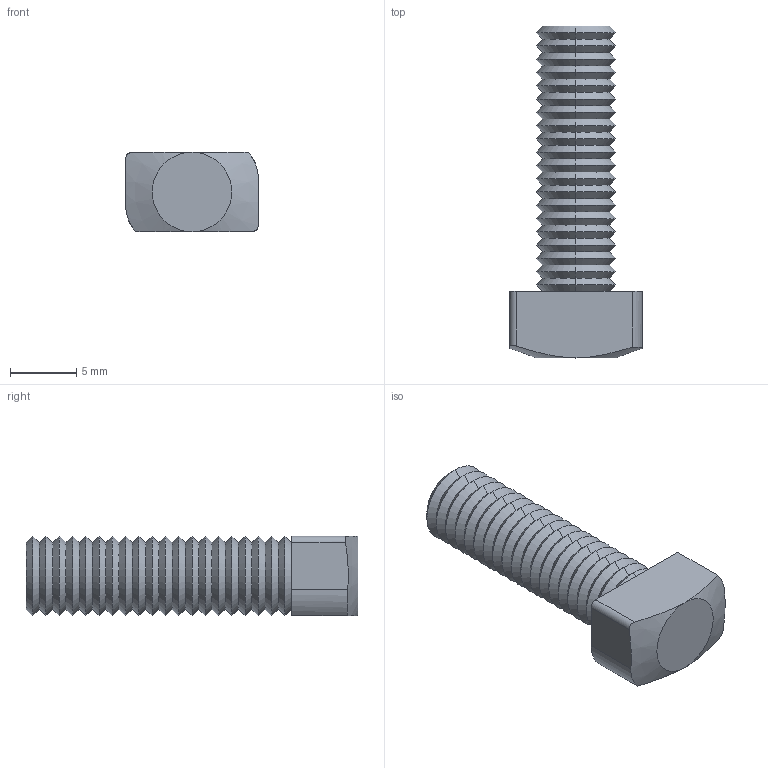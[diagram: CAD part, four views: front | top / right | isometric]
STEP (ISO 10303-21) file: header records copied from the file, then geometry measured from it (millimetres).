
FILE_DESCRIPTION (( 'STEP AP203' ), '1' );
FILE_NAME ('084.301.049.STEP', '2015-06-03T13:12:42', ( '' ), ( '' ), 'SwSTEP 2.0', 'SolidWorks 2012', '' );
FILE_SCHEMA (( 'CONFIG_CONTROL_DESIGN' ));
Length unit declared in the file: millimetre
Products named in the file (1): 084.301.049
Bounding box: 10 x 25 x 6 mm (x, y, z)
Volume: 759.2 mm3; surface area: 744.7 mm2
Topology: 1 solids, 1 shells, 93 faces, 190 edges, 100 vertices
Faces by surface type: cone 82, plane 7, cylinder 4
Entity records: 2495 total; most frequent: DIRECTION 456, CARTESIAN_POINT 450, ORIENTED_EDGE 380, EDGE_CURVE 190, AXIS2_PLACEMENT_3D 182, VERTEX_POINT 100, EDGE_LOOP 94, ADVANCED_FACE 93
